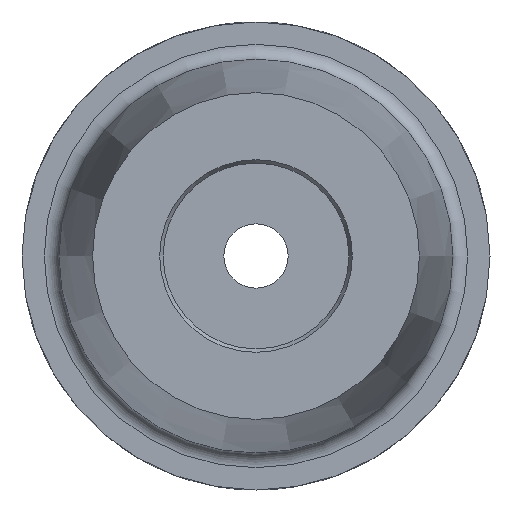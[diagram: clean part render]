
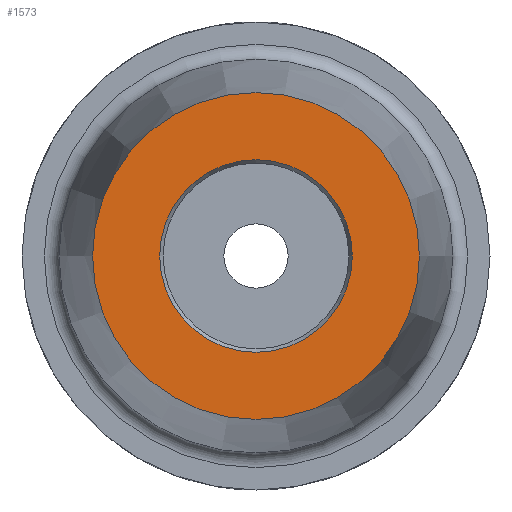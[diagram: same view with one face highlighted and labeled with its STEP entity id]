
A CAD part, left-side view. The second image highlights one B-rep face of the part: STEP entity #1573.
In plain terms, the highlighted planar face has unit normal (-1, 0, 0).
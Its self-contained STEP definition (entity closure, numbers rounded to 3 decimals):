
#137=FACE_BOUND('',#299,.T.);
#156=PLANE('',#1715);
#203=FACE_OUTER_BOUND('',#298,.T.);
#298=EDGE_LOOP('',(#1132,#1133));
#299=EDGE_LOOP('',(#1134));
#537=CIRCLE('',#1711,12.962);
#540=CIRCLE('',#1716,22.);
#541=CIRCLE('',#1717,22.);
#653=VERTEX_POINT('',#2784);
#656=VERTEX_POINT('',#2794);
#657=VERTEX_POINT('',#2795);
#839=EDGE_CURVE('',#653,#653,#537,.T.);
#844=EDGE_CURVE('',#656,#657,#540,.T.);
#845=EDGE_CURVE('',#657,#656,#541,.T.);
#1132=ORIENTED_EDGE('',*,*,#844,.F.);
#1133=ORIENTED_EDGE('',*,*,#845,.F.);
#1134=ORIENTED_EDGE('',*,*,#839,.F.);
#1573=ADVANCED_FACE('',(#203,#137),#156,.T.);
#1711=AXIS2_PLACEMENT_3D('',#2785,#1958,#1959);
#1715=AXIS2_PLACEMENT_3D('',#2793,#1968,#1969);
#1716=AXIS2_PLACEMENT_3D('',#2796,#1970,#1971);
#1717=AXIS2_PLACEMENT_3D('',#2797,#1972,#1973);
#1958=DIRECTION('center_axis',(-1.,0.,0.));
#1959=DIRECTION('ref_axis',(0.,0.,-1.));
#1968=DIRECTION('center_axis',(-1.,0.,0.));
#1969=DIRECTION('ref_axis',(0.,0.,1.));
#1970=DIRECTION('center_axis',(1.,0.,0.));
#1971=DIRECTION('ref_axis',(0.,1.,0.));
#1972=DIRECTION('center_axis',(1.,0.,0.));
#1973=DIRECTION('ref_axis',(0.,1.,0.));
#2784=CARTESIAN_POINT('',(-90.,0.,12.962));
#2785=CARTESIAN_POINT('Origin',(-90.,0.,0.));
#2793=CARTESIAN_POINT('Origin',(-90.,11.,0.));
#2794=CARTESIAN_POINT('',(-90.,22.,0.));
#2795=CARTESIAN_POINT('',(-90.,-22.,0.));
#2796=CARTESIAN_POINT('Origin',(-90.,0.,0.));
#2797=CARTESIAN_POINT('Origin',(-90.,0.,0.));
